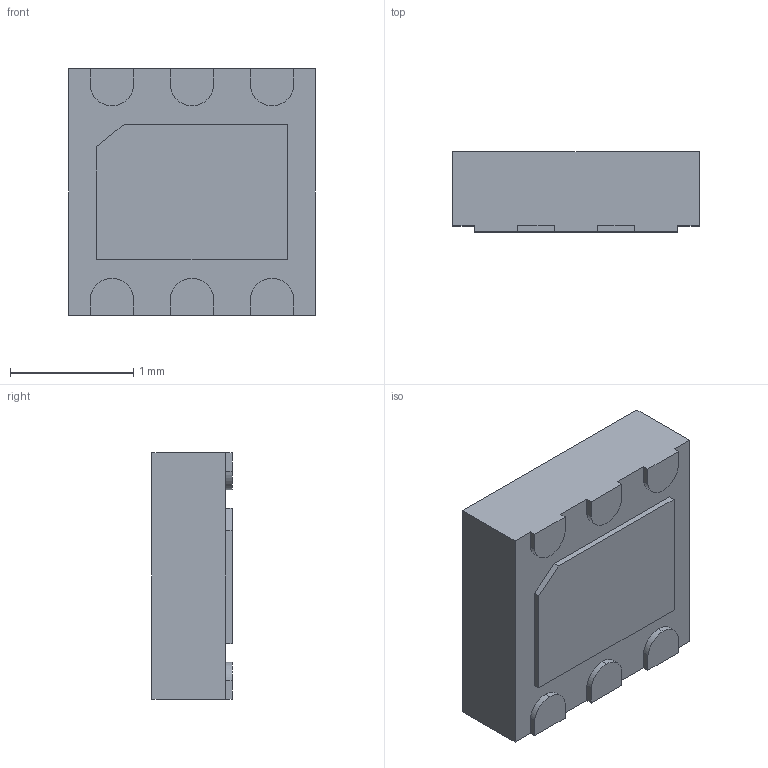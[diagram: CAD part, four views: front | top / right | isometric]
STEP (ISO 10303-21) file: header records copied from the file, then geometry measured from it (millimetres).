
FILE_DESCRIPTION (( 'STEP AP214' ), '1' );
FILE_NAME ('D6711E8D-5201-4C61-9A76-C9DE244A3340.STEP', '2024-06-09T12:12:09', ( '' ), ( '' ), 'SwSTEP 2.0', 'SolidWorks 2022', '' );
FILE_SCHEMA (( 'AUTOMOTIVE_DESIGN' ));
Length unit declared in the file: millimetre
Products named in the file (1): D6711E8D-5201-4C61-9A76-C9DE244A3340
Bounding box: 2 x 0.65 x 2 mm (x, y, z)
Volume: 2.5 mm3; surface area: 13.4 mm2
Topology: 1 solids, 1 shells, 42 faces, 114 edges, 76 vertices
Faces by surface type: plane 31, cylinder 11
Entity records: 1464 total; most frequent: CARTESIAN_POINT 233, ORIENTED_EDGE 228, DIRECTION 222, EDGE_CURVE 114, LINE 92, VECTOR 92, VERTEX_POINT 76, AXIS2_PLACEMENT_3D 65
